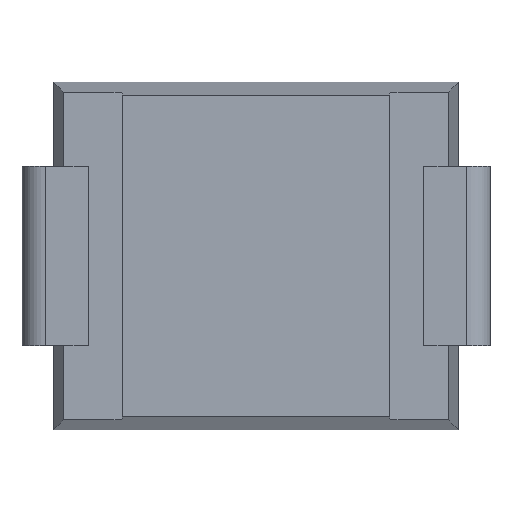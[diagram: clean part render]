
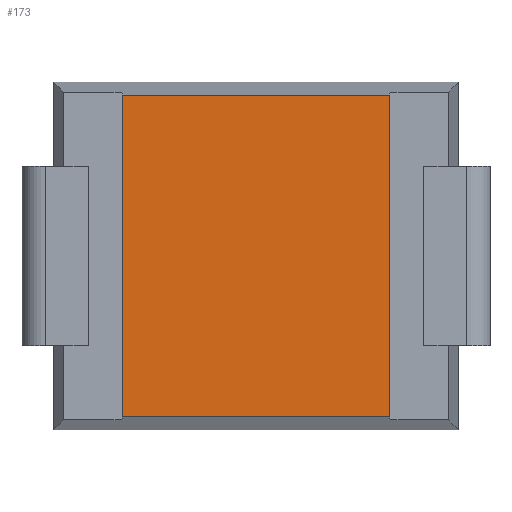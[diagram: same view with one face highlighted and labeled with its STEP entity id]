
A CAD part, front view. The second image highlights one B-rep face of the part: STEP entity #173.
In plain terms, the highlighted planar face has unit normal (0, -1, 0).
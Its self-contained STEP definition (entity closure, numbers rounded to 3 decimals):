
#19 = ORIENTED_EDGE ( 'NONE', *, *, #114, .T. ) ;
#63 = DIRECTION ( 'NONE',  ( 0., 0., 1. ) ) ;
#114 = EDGE_CURVE ( 'NONE', #994, #1612, #806, .T. ) ;
#128 = VERTEX_POINT ( 'NONE', #344 ) ;
#146 = ORIENTED_EDGE ( 'NONE', *, *, #921, .T. ) ;
#171 = DIRECTION ( 'NONE',  ( 1., 0., 0. ) ) ;
#173 = ADVANCED_FACE ( 'NONE', ( #1190 ), #1093, .F. ) ;
#200 = CARTESIAN_POINT ( 'NONE',  ( 0., 0.2, 0. ) ) ;
#253 = VECTOR ( 'NONE', #171, 1000. ) ;
#276 = VERTEX_POINT ( 'NONE', #1413 ) ;
#344 = CARTESIAN_POINT ( 'NONE',  ( -2.275, 0.2, 2.734 ) ) ;
#405 = CARTESIAN_POINT ( 'NONE',  ( 2.275, 0.2, 2.734 ) ) ;
#447 = LINE ( 'NONE', #1057, #1436 ) ;
#507 = EDGE_LOOP ( 'NONE', ( #1128, #928, #146, #19 ) ) ;
#578 = CARTESIAN_POINT ( 'NONE',  ( 2.275, 0.2, -2.734 ) ) ;
#705 = DIRECTION ( 'NONE',  ( 0., 1., 0. ) ) ;
#806 = LINE ( 'NONE', #1598, #1511 ) ;
#835 = DIRECTION ( 'NONE',  ( 0., 0., 1. ) ) ;
#911 = DIRECTION ( 'NONE',  ( 0., 0., 1. ) ) ;
#921 = EDGE_CURVE ( 'NONE', #276, #994, #1176, .T. ) ;
#928 = ORIENTED_EDGE ( 'NONE', *, *, #1182, .F. ) ;
#940 = EDGE_CURVE ( 'NONE', #1612, #128, #447, .T. ) ;
#994 = VERTEX_POINT ( 'NONE', #578 ) ;
#1057 = CARTESIAN_POINT ( 'NONE',  ( -3.437, 0.2, 2.734 ) ) ;
#1091 = DIRECTION ( 'NONE',  ( -1., 0., 0. ) ) ;
#1093 = PLANE ( 'NONE',  #1485 ) ;
#1128 = ORIENTED_EDGE ( 'NONE', *, *, #940, .T. ) ;
#1176 = LINE ( 'NONE', #1211, #253 ) ;
#1182 = EDGE_CURVE ( 'NONE', #276, #128, #1271, .T. ) ;
#1190 = FACE_OUTER_BOUND ( 'NONE', #507, .T. ) ;
#1211 = CARTESIAN_POINT ( 'NONE',  ( 3.438, 0.2, -2.734 ) ) ;
#1252 = CARTESIAN_POINT ( 'NONE',  ( -2.275, 0.2, -2.95 ) ) ;
#1271 = LINE ( 'NONE', #1252, #1468 ) ;
#1413 = CARTESIAN_POINT ( 'NONE',  ( -2.275, 0.2, -2.734 ) ) ;
#1436 = VECTOR ( 'NONE', #1091, 1000. ) ;
#1468 = VECTOR ( 'NONE', #911, 1000. ) ;
#1485 = AXIS2_PLACEMENT_3D ( 'NONE', #200, #705, #63 ) ;
#1511 = VECTOR ( 'NONE', #835, 1000. ) ;
#1598 = CARTESIAN_POINT ( 'NONE',  ( 2.275, 0.2, -2.95 ) ) ;
#1612 = VERTEX_POINT ( 'NONE', #405 ) ;
